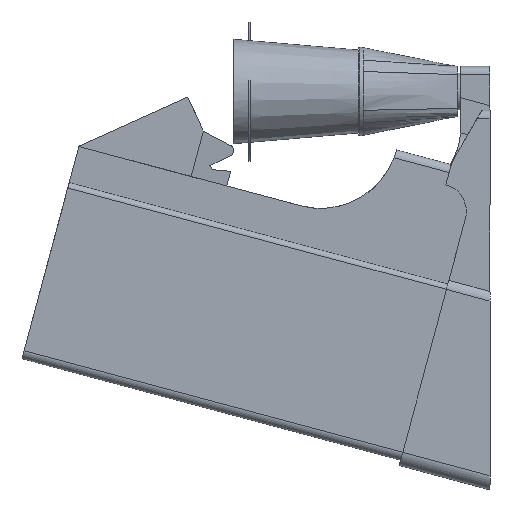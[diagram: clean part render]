
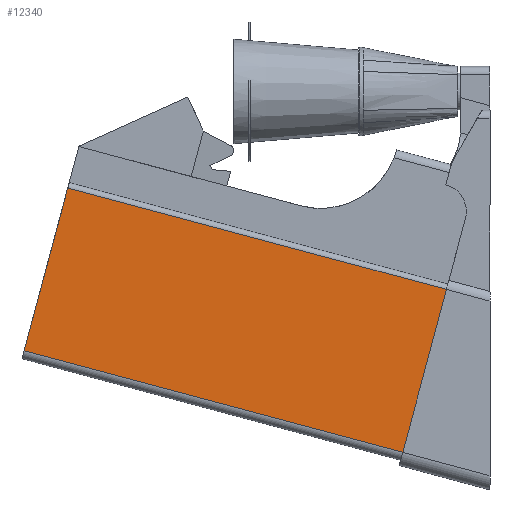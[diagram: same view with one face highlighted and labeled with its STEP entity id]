
A CAD part, left-side view. The second image highlights one B-rep face of the part: STEP entity #12340.
In plain terms, the highlighted planar face has unit normal (-1, 0, 0).
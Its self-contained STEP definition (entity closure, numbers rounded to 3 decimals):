
#862=PLANE('',#13269);
#1423=FACE_OUTER_BOUND('',#2127,.T.);
#2127=EDGE_LOOP('',(#9947,#9948,#9949,#9950));
#3140=LINE('',#19060,#4447);
#3146=LINE('',#19079,#4453);
#3147=LINE('',#19082,#4454);
#3148=LINE('',#19083,#4455);
#4447=VECTOR('',#15253,10.);
#4453=VECTOR('',#15277,10.);
#4454=VECTOR('',#15280,10.);
#4455=VECTOR('',#15281,10.);
#5960=VERTEX_POINT('',#19057);
#5961=VERTEX_POINT('',#19059);
#5965=VERTEX_POINT('',#19077);
#5966=VERTEX_POINT('',#19081);
#7411=EDGE_CURVE('',#5960,#5961,#3140,.T.);
#7421=EDGE_CURVE('',#5965,#5961,#3146,.T.);
#7422=EDGE_CURVE('',#5966,#5965,#3147,.T.);
#7423=EDGE_CURVE('',#5966,#5960,#3148,.T.);
#9947=ORIENTED_EDGE('',*,*,#7422,.T.);
#9948=ORIENTED_EDGE('',*,*,#7421,.T.);
#9949=ORIENTED_EDGE('',*,*,#7411,.F.);
#9950=ORIENTED_EDGE('',*,*,#7423,.F.);
#12340=ADVANCED_FACE('',(#1423),#862,.T.);
#13269=AXIS2_PLACEMENT_3D('',#19080,#15278,#15279);
#15253=DIRECTION('',(0.,0.,1.));
#15277=DIRECTION('',(0.,1.,0.));
#15278=DIRECTION('center_axis',(-1.,0.,0.));
#15279=DIRECTION('ref_axis',(0.,0.,1.));
#15280=DIRECTION('',(0.,0.,1.));
#15281=DIRECTION('',(0.,1.,0.));
#19057=CARTESIAN_POINT('',(-80.978,220.,-65.721));
#19059=CARTESIAN_POINT('',(-80.978,220.,26.305));
#19060=CARTESIAN_POINT('',(-80.978,220.,-65.721));
#19077=CARTESIAN_POINT('',(-80.978,0.,26.305));
#19079=CARTESIAN_POINT('',(-80.978,0.,26.305));
#19080=CARTESIAN_POINT('Origin',(-80.978,0.,-65.721));
#19081=CARTESIAN_POINT('',(-80.978,0.,-65.721));
#19082=CARTESIAN_POINT('',(-80.978,0.,-65.721));
#19083=CARTESIAN_POINT('',(-80.978,0.,-65.721));
